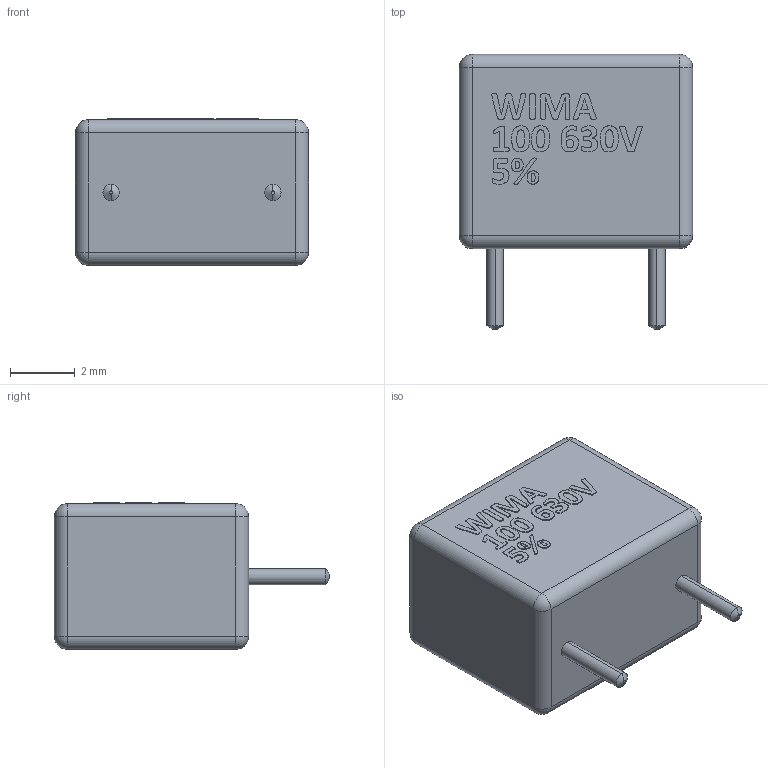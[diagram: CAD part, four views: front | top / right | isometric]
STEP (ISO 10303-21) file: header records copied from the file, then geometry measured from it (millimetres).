
FILE_DESCRIPTION(('FreeCAD Model'),'2;1');
FILE_NAME('testwima2.step', '2018-08-18T03:29:13',('Author'),(''), 'Open CASCADE STEP processor 7.2','FreeCAD','Unknown');
FILE_SCHEMA(('AUTOMOTIVE_DESIGN { 1 0 10303 214 1 1 1 1 }'));
Length unit declared in the file: millimetre
Products named in the file (1): Fusion001
Bounding box: 7.2 x 8.5 x 4.54 mm (x, y, z)
Volume: 193.1 mm3; surface area: 208.6 mm2
Topology: 16 solids, 16 shells, 662 faces, 1864 edges, 1228 vertices
Faces by surface type: extrusion 540, plane 94, cylinder 16, sphere 8, cone 4
Entity records: 51049 total; most frequent: CARTESIAN_POINT 13243, DIRECTION 4211, VECTOR 3889, ORIENTED_EDGE 3712, PCURVE 3712, DEFINITIONAL_REPRESENTATION 3712, LINE 3349, B_SPLINE_CURVE_WITH_KNOTS 2715
